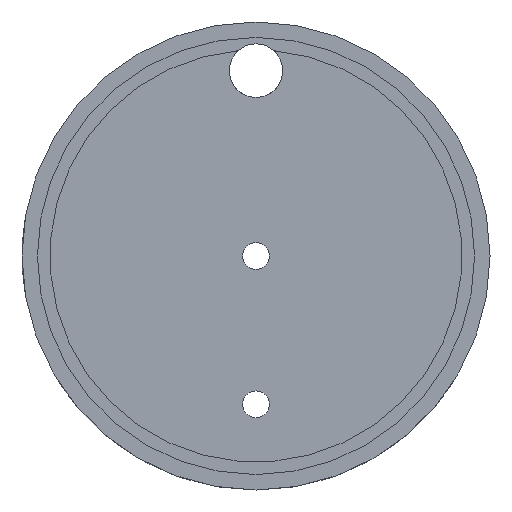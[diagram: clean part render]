
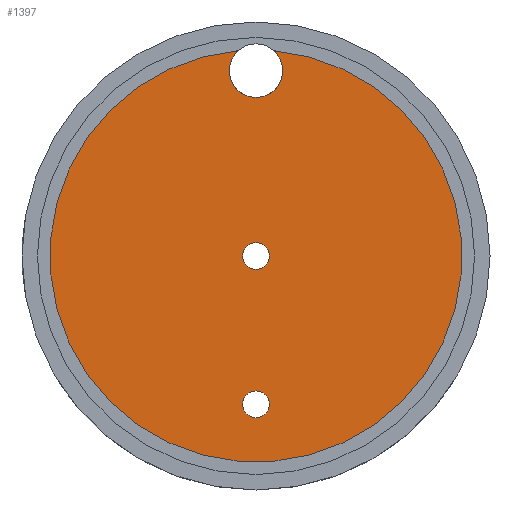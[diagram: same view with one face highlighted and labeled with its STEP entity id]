
A CAD part, front view. The second image highlights one B-rep face of the part: STEP entity #1397.
In plain terms, the highlighted planar face has unit normal (0, -1, 0).
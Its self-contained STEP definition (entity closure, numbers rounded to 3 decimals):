
#5 = EDGE_CURVE ( 'NONE', #1557, #1017, #295, .T. ) ;
#26 = DIRECTION ( 'NONE',  ( 0., 1., 0. ) ) ;
#35 = DIRECTION ( 'NONE',  ( 0., 0., 1. ) ) ;
#63 = CARTESIAN_POINT ( 'NONE',  ( 0., 0., 22.5 ) ) ;
#70 = ORIENTED_EDGE ( 'NONE', *, *, #1211, .F. ) ;
#98 = DIRECTION ( 'NONE',  ( 0., 1., 0. ) ) ;
#160 = DIRECTION ( 'NONE',  ( 0., 0., 1. ) ) ;
#181 = DIRECTION ( 'NONE',  ( 0., 1., 0. ) ) ;
#198 = CARTESIAN_POINT ( 'NONE',  ( 0., 0., 0. ) ) ;
#215 = DIRECTION ( 'NONE',  ( 0., 0., 1. ) ) ;
#232 = CIRCLE ( 'NONE', #459, 1.625 ) ;
#282 = AXIS2_PLACEMENT_3D ( 'NONE', #365, #98, #215 ) ;
#292 = CARTESIAN_POINT ( 'NONE',  ( 2.187, 0., 24.904 ) ) ;
#295 = CIRCLE ( 'NONE', #985, 1.625 ) ;
#329 = DIRECTION ( 'NONE',  ( 0., 0., 1. ) ) ;
#365 = CARTESIAN_POINT ( 'NONE',  ( 0., 0., -18. ) ) ;
#410 = CIRCLE ( 'NONE', #649, 3.25 ) ;
#421 = VERTEX_POINT ( 'NONE', #598 ) ;
#447 = DIRECTION ( 'NONE',  ( 0., 0., 1. ) ) ;
#459 = AXIS2_PLACEMENT_3D ( 'NONE', #1235, #26, #160 ) ;
#470 = EDGE_CURVE ( 'NONE', #1209, #421, #410, .T. ) ;
#495 = DIRECTION ( 'NONE',  ( 0., 1., 0. ) ) ;
#523 = CARTESIAN_POINT ( 'NONE',  ( 0., 0., 22.5 ) ) ;
#532 = ORIENTED_EDGE ( 'NONE', *, *, #1280, .T. ) ;
#535 = CARTESIAN_POINT ( 'NONE',  ( 0., 0., -1.625 ) ) ;
#536 = CARTESIAN_POINT ( 'NONE',  ( -2.187, 0., 24.904 ) ) ;
#598 = CARTESIAN_POINT ( 'NONE',  ( 0., 0., 19.25 ) ) ;
#599 = FACE_BOUND ( 'NONE', #615, .T. ) ;
#615 = EDGE_LOOP ( 'NONE', ( #706, #1219 ) ) ;
#637 = AXIS2_PLACEMENT_3D ( 'NONE', #523, #1737, #652 ) ;
#649 = AXIS2_PLACEMENT_3D ( 'NONE', #63, #1028, #852 ) ;
#652 = DIRECTION ( 'NONE',  ( 0., 0., 1. ) ) ;
#667 = AXIS2_PLACEMENT_3D ( 'NONE', #198, #495, #1588 ) ;
#685 = CIRCLE ( 'NONE', #282, 1.625 ) ;
#689 = EDGE_CURVE ( 'NONE', #421, #1204, #1003, .T. ) ;
#705 = DIRECTION ( 'NONE',  ( 0., 1., 0. ) ) ;
#706 = ORIENTED_EDGE ( 'NONE', *, *, #715, .T. ) ;
#715 = EDGE_CURVE ( 'NONE', #1390, #1374, #685, .T. ) ;
#742 = FACE_BOUND ( 'NONE', #1196, .T. ) ;
#832 = ORIENTED_EDGE ( 'NONE', *, *, #689, .T. ) ;
#837 = CARTESIAN_POINT ( 'NONE',  ( 0., 0., 0. ) ) ;
#852 = DIRECTION ( 'NONE',  ( 0., 0., 1. ) ) ;
#853 = AXIS2_PLACEMENT_3D ( 'NONE', #837, #181, #447 ) ;
#863 = CARTESIAN_POINT ( 'NONE',  ( 0., 0., -16.375 ) ) ;
#892 = PLANE ( 'NONE',  #667 ) ;
#972 = CARTESIAN_POINT ( 'NONE',  ( 0., 0., -18. ) ) ;
#985 = AXIS2_PLACEMENT_3D ( 'NONE', #1407, #1013, #329 ) ;
#1003 = CIRCLE ( 'NONE', #637, 3.25 ) ;
#1013 = DIRECTION ( 'NONE',  ( 0., 1., 0. ) ) ;
#1017 = VERTEX_POINT ( 'NONE', #1366 ) ;
#1028 = DIRECTION ( 'NONE',  ( 0., 1., 0. ) ) ;
#1196 = EDGE_LOOP ( 'NONE', ( #532, #1253 ) ) ;
#1204 = VERTEX_POINT ( 'NONE', #536 ) ;
#1209 = VERTEX_POINT ( 'NONE', #292 ) ;
#1211 = EDGE_CURVE ( 'NONE', #1209, #1204, #1574, .T. ) ;
#1219 = ORIENTED_EDGE ( 'NONE', *, *, #1332, .T. ) ;
#1235 = CARTESIAN_POINT ( 'NONE',  ( 0., 0., 0. ) ) ;
#1253 = ORIENTED_EDGE ( 'NONE', *, *, #5, .T. ) ;
#1280 = EDGE_CURVE ( 'NONE', #1017, #1557, #232, .T. ) ;
#1281 = FACE_OUTER_BOUND ( 'NONE', #1619, .T. ) ;
#1316 = ORIENTED_EDGE ( 'NONE', *, *, #470, .T. ) ;
#1332 = EDGE_CURVE ( 'NONE', #1374, #1390, #1513, .T. ) ;
#1336 = AXIS2_PLACEMENT_3D ( 'NONE', #972, #705, #35 ) ;
#1366 = CARTESIAN_POINT ( 'NONE',  ( 0., 0., 1.625 ) ) ;
#1374 = VERTEX_POINT ( 'NONE', #1423 ) ;
#1390 = VERTEX_POINT ( 'NONE', #863 ) ;
#1397 = ADVANCED_FACE ( 'NONE', ( #599, #742, #1281 ), #892, .F. ) ;
#1407 = CARTESIAN_POINT ( 'NONE',  ( 0., 0., 0. ) ) ;
#1423 = CARTESIAN_POINT ( 'NONE',  ( 0., 0., -19.625 ) ) ;
#1513 = CIRCLE ( 'NONE', #1336, 1.625 ) ;
#1557 = VERTEX_POINT ( 'NONE', #535 ) ;
#1574 = CIRCLE ( 'NONE', #853, 25. ) ;
#1588 = DIRECTION ( 'NONE',  ( 0., 0., 1. ) ) ;
#1619 = EDGE_LOOP ( 'NONE', ( #70, #1316, #832 ) ) ;
#1737 = DIRECTION ( 'NONE',  ( 0., 1., 0. ) ) ;
